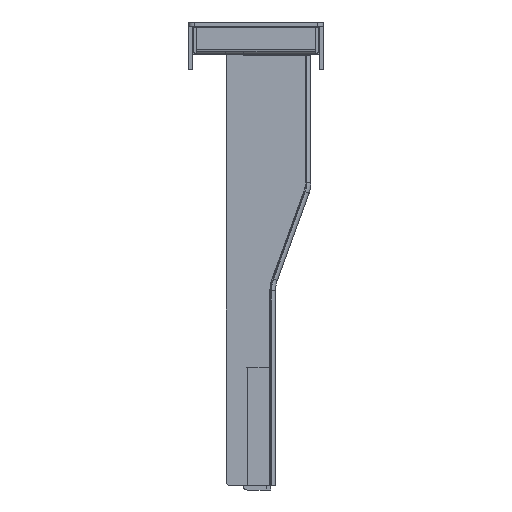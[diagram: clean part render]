
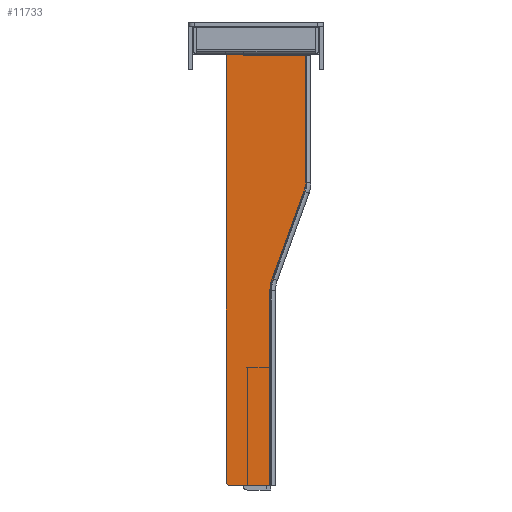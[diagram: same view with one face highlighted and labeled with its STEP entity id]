
A CAD part, left-side view. The second image highlights one B-rep face of the part: STEP entity #11733.
In plain terms, the highlighted planar face has unit normal (-1, 0, 0).
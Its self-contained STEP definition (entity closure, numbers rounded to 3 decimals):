
#334 = CARTESIAN_POINT ( 'NONE',  ( -216.5, -5.493, -81.78 ) ) ;
#428 = EDGE_LOOP ( 'NONE', ( #16498, #12275, #7514, #20850, #734, #6171, #7087, #7088, #17239, #9771, #6901, #15121, #23149, #17332 ) ) ;
#680 = CIRCLE ( 'NONE', #9616, 1.5 ) ;
#734 = ORIENTED_EDGE ( 'NONE', *, *, #21424, .F. ) ;
#803 = CIRCLE ( 'NONE', #18630, 8.5 ) ;
#820 = DIRECTION ( 'NONE',  ( 0., 1., 0. ) ) ;
#950 = VERTEX_POINT ( 'NONE', #17220 ) ;
#1381 = FACE_OUTER_BOUND ( 'NONE', #428, .T. ) ;
#2249 = VERTEX_POINT ( 'NONE', #12486 ) ;
#2383 = DIRECTION ( 'NONE',  ( 0., 1., 0. ) ) ;
#2569 = EDGE_CURVE ( 'NONE', #4449, #4638, #5064, .T. ) ;
#2706 = EDGE_CURVE ( 'NONE', #8598, #12759, #10165, .T. ) ;
#2718 = CARTESIAN_POINT ( 'NONE',  ( -216.5, -4.8, -148.95 ) ) ;
#2811 = VECTOR ( 'NONE', #17195, 1000. ) ;
#3054 = VERTEX_POINT ( 'NONE', #19902 ) ;
#3171 = EDGE_CURVE ( 'NONE', #4638, #8598, #13250, .T. ) ;
#3229 = DIRECTION ( 'NONE',  ( 0., 0., 1. ) ) ;
#3468 = CARTESIAN_POINT ( 'NONE',  ( -216.5, -16.3, -50.587 ) ) ;
#3624 = VECTOR ( 'NONE', #10894, 1000. ) ;
#4449 = VERTEX_POINT ( 'NONE', #19638 ) ;
#4638 = VERTEX_POINT ( 'NONE', #9471 ) ;
#4720 = CARTESIAN_POINT ( 'NONE',  ( -216.5, -15.788, -53.494 ) ) ;
#4865 = CARTESIAN_POINT ( 'NONE',  ( -216.5, -7.8, -50.587 ) ) ;
#5035 = CARTESIAN_POINT ( 'NONE',  ( -216.5, 9.7, -5.45 ) ) ;
#5064 = LINE ( 'NONE', #8560, #13007 ) ;
#5086 = CARTESIAN_POINT ( 'NONE',  ( -216.5, -4.3, -7.65 ) ) ;
#5371 = CARTESIAN_POINT ( 'NONE',  ( -216.5, -16.3, -9.35 ) ) ;
#5481 = DIRECTION ( 'NONE',  ( 1., 0., 0. ) ) ;
#5978 = LINE ( 'NONE', #14872, #14463 ) ;
#5979 = VECTOR ( 'NONE', #12306, 1000. ) ;
#6171 = ORIENTED_EDGE ( 'NONE', *, *, #14215, .F. ) ;
#6603 = EDGE_CURVE ( 'NONE', #11184, #950, #9382, .T. ) ;
#6678 = LINE ( 'NONE', #5086, #10918 ) ;
#6691 = VERTEX_POINT ( 'NONE', #334 ) ;
#6701 = DIRECTION ( 'NONE',  ( 0., 0., 1. ) ) ;
#6704 = AXIS2_PLACEMENT_3D ( 'NONE', #16723, #20355, #9533 ) ;
#6901 = ORIENTED_EDGE ( 'NONE', *, *, #10417, .F. ) ;
#7087 = ORIENTED_EDGE ( 'NONE', *, *, #12689, .F. ) ;
#7088 = ORIENTED_EDGE ( 'NONE', *, *, #6603, .F. ) ;
#7366 = EDGE_CURVE ( 'NONE', #19677, #17548, #5978, .T. ) ;
#7497 = CARTESIAN_POINT ( 'NONE',  ( -216.5, 8.2, -148.95 ) ) ;
#7514 = ORIENTED_EDGE ( 'NONE', *, *, #17511, .F. ) ;
#7706 = PLANE ( 'NONE',  #6704 ) ;
#8474 = AXIS2_PLACEMENT_3D ( 'NONE', #10674, #23330, #12476 ) ;
#8560 = CARTESIAN_POINT ( 'NONE',  ( -216.5, 4.1, -9.35 ) ) ;
#8598 = VERTEX_POINT ( 'NONE', #5371 ) ;
#9382 = CIRCLE ( 'NONE', #17983, 1.5 ) ;
#9471 = CARTESIAN_POINT ( 'NONE',  ( -216.5, 4.1, -9.35 ) ) ;
#9533 = DIRECTION ( 'NONE',  ( 0., 0., 1. ) ) ;
#9616 = AXIS2_PLACEMENT_3D ( 'NONE', #20967, #10151, #22789 ) ;
#9771 = ORIENTED_EDGE ( 'NONE', *, *, #7366, .F. ) ;
#9841 = CARTESIAN_POINT ( 'NONE',  ( -216.5, 4.1, -7.65 ) ) ;
#10151 = DIRECTION ( 'NONE',  ( 1., 0., 0. ) ) ;
#10165 = LINE ( 'NONE', #20415, #2811 ) ;
#10417 = EDGE_CURVE ( 'NONE', #6691, #19677, #22634, .T. ) ;
#10419 = CARTESIAN_POINT ( 'NONE',  ( -216.5, -4.8, -85.713 ) ) ;
#10674 = CARTESIAN_POINT ( 'NONE',  ( -216.5, -16.3, -85.713 ) ) ;
#10894 = DIRECTION ( 'NONE',  ( 0., -1., 0. ) ) ;
#10918 = VECTOR ( 'NONE', #14105, 1000. ) ;
#11184 = VERTEX_POINT ( 'NONE', #7497 ) ;
#11373 = VERTEX_POINT ( 'NONE', #4720 ) ;
#11733 = ADVANCED_FACE ( 'NONE', ( #1381 ), #7706, .F. ) ;
#12183 = VECTOR ( 'NONE', #22662, 1000. ) ;
#12275 = ORIENTED_EDGE ( 'NONE', *, *, #2569, .F. ) ;
#12306 = DIRECTION ( 'NONE',  ( 0., -1., 0. ) ) ;
#12340 = LINE ( 'NONE', #5035, #21408 ) ;
#12476 = DIRECTION ( 'NONE',  ( 0., 0., 1. ) ) ;
#12486 = CARTESIAN_POINT ( 'NONE',  ( -216.5, 8.2, -3.95 ) ) ;
#12689 = EDGE_CURVE ( 'NONE', #950, #15779, #12340, .T. ) ;
#12759 = VERTEX_POINT ( 'NONE', #3468 ) ;
#12765 = LINE ( 'NONE', #20829, #12183 ) ;
#13007 = VECTOR ( 'NONE', #15217, 1000. ) ;
#13250 = LINE ( 'NONE', #18425, #3624 ) ;
#13334 = EDGE_CURVE ( 'NONE', #3054, #15206, #6678, .T. ) ;
#14105 = DIRECTION ( 'NONE',  ( 0., 0., -1. ) ) ;
#14215 = EDGE_CURVE ( 'NONE', #15779, #2249, #680, .T. ) ;
#14463 = VECTOR ( 'NONE', #16691, 1000. ) ;
#14872 = CARTESIAN_POINT ( 'NONE',  ( -216.5, -4.8, -5.45 ) ) ;
#15030 = CARTESIAN_POINT ( 'NONE',  ( -216.5, 8.2, -148.95 ) ) ;
#15037 = LINE ( 'NONE', #17710, #5979 ) ;
#15062 = CARTESIAN_POINT ( 'NONE',  ( -216.5, 9.7, -5.45 ) ) ;
#15121 = ORIENTED_EDGE ( 'NONE', *, *, #16896, .F. ) ;
#15206 = VERTEX_POINT ( 'NONE', #18586 ) ;
#15217 = DIRECTION ( 'NONE',  ( 0., 0., -1. ) ) ;
#15779 = VERTEX_POINT ( 'NONE', #15062 ) ;
#16313 = CARTESIAN_POINT ( 'NONE',  ( -216.5, 8.2, -147.45 ) ) ;
#16498 = ORIENTED_EDGE ( 'NONE', *, *, #3171, .F. ) ;
#16691 = DIRECTION ( 'NONE',  ( 0., 0., -1. ) ) ;
#16723 = CARTESIAN_POINT ( 'NONE',  ( -216.5, 8.2, -5.45 ) ) ;
#16896 = EDGE_CURVE ( 'NONE', #11373, #6691, #12765, .T. ) ;
#17195 = DIRECTION ( 'NONE',  ( 0., 0., -1. ) ) ;
#17220 = CARTESIAN_POINT ( 'NONE',  ( -216.5, 9.7, -147.45 ) ) ;
#17239 = ORIENTED_EDGE ( 'NONE', *, *, #19375, .F. ) ;
#17332 = ORIENTED_EDGE ( 'NONE', *, *, #2706, .F. ) ;
#17511 = EDGE_CURVE ( 'NONE', #15206, #4449, #22631, .T. ) ;
#17538 = DIRECTION ( 'NONE',  ( 1., 0., 0. ) ) ;
#17548 = VERTEX_POINT ( 'NONE', #2718 ) ;
#17710 = CARTESIAN_POINT ( 'NONE',  ( -216.5, -4.3, -3.95 ) ) ;
#17826 = VECTOR ( 'NONE', #820, 1000. ) ;
#17983 = AXIS2_PLACEMENT_3D ( 'NONE', #16313, #5481, #18166 ) ;
#18166 = DIRECTION ( 'NONE',  ( 0., 0., 1. ) ) ;
#18425 = CARTESIAN_POINT ( 'NONE',  ( -216.5, -17.8, -9.35 ) ) ;
#18586 = CARTESIAN_POINT ( 'NONE',  ( -216.5, -4.3, -7.65 ) ) ;
#18630 = AXIS2_PLACEMENT_3D ( 'NONE', #4865, #17538, #6701 ) ;
#18779 = EDGE_CURVE ( 'NONE', #12759, #11373, #803, .T. ) ;
#19167 = LINE ( 'NONE', #15030, #19717 ) ;
#19375 = EDGE_CURVE ( 'NONE', #17548, #11184, #19167, .T. ) ;
#19638 = CARTESIAN_POINT ( 'NONE',  ( -216.5, 4.1, -7.65 ) ) ;
#19677 = VERTEX_POINT ( 'NONE', #10419 ) ;
#19717 = VECTOR ( 'NONE', #2383, 1000. ) ;
#19902 = CARTESIAN_POINT ( 'NONE',  ( -216.5, -4.3, -3.95 ) ) ;
#20355 = DIRECTION ( 'NONE',  ( 1., 0., 0. ) ) ;
#20415 = CARTESIAN_POINT ( 'NONE',  ( -216.5, -16.3, -5.45 ) ) ;
#20829 = CARTESIAN_POINT ( 'NONE',  ( -216.5, -28.422, -18.777 ) ) ;
#20850 = ORIENTED_EDGE ( 'NONE', *, *, #13334, .F. ) ;
#20967 = CARTESIAN_POINT ( 'NONE',  ( -216.5, 8.2, -5.45 ) ) ;
#21408 = VECTOR ( 'NONE', #3229, 1000. ) ;
#21424 = EDGE_CURVE ( 'NONE', #2249, #3054, #15037, .T. ) ;
#22631 = LINE ( 'NONE', #9841, #17826 ) ;
#22634 = CIRCLE ( 'NONE', #8474, 11.5 ) ;
#22662 = DIRECTION ( 'NONE',  ( 0., 0.342, -0.94 ) ) ;
#22789 = DIRECTION ( 'NONE',  ( 0., 0., 1. ) ) ;
#23149 = ORIENTED_EDGE ( 'NONE', *, *, #18779, .F. ) ;
#23330 = DIRECTION ( 'NONE',  ( -1., 0., 0. ) ) ;
